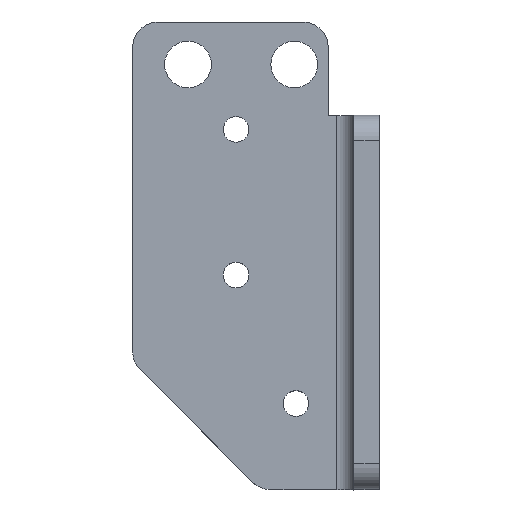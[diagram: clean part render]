
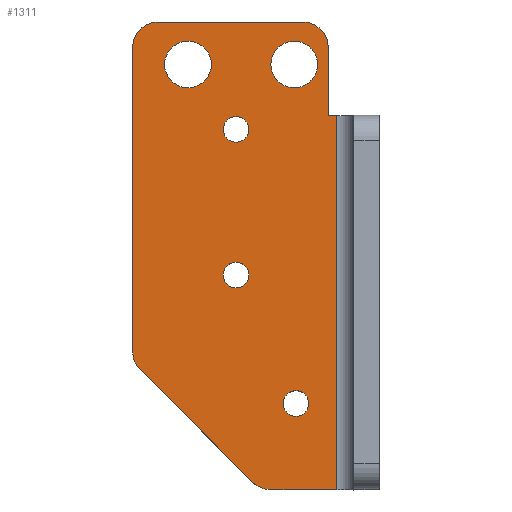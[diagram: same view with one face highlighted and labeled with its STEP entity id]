
A CAD part, top view. The second image highlights one B-rep face of the part: STEP entity #1311.
In plain terms, the highlighted planar face has unit normal (0, 0, 1).
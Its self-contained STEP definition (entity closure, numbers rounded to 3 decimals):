
#70=FACE_BOUND('',#217,.T.);
#71=FACE_BOUND('',#218,.T.);
#72=FACE_BOUND('',#219,.T.);
#73=FACE_BOUND('',#220,.T.);
#74=FACE_BOUND('',#221,.T.);
#125=FACE_OUTER_BOUND('',#216,.T.);
#216=EDGE_LOOP('',(#1055,#1056,#1057,#1058,#1059,#1060,#1061,#1062,#1063,
#1064,#1065));
#217=EDGE_LOOP('',(#1066));
#218=EDGE_LOOP('',(#1067));
#219=EDGE_LOOP('',(#1068));
#220=EDGE_LOOP('',(#1069));
#221=EDGE_LOOP('',(#1070));
#328=LINE('',#2085,#442);
#329=LINE('',#2087,#443);
#330=LINE('',#2089,#444);
#331=LINE('',#2093,#445);
#332=LINE('',#2097,#446);
#333=LINE('',#2101,#447);
#334=LINE('',#2104,#448);
#442=VECTOR('',#1697,10.);
#443=VECTOR('',#1698,10.);
#444=VECTOR('',#1699,10.);
#445=VECTOR('',#1702,10.);
#446=VECTOR('',#1705,10.);
#447=VECTOR('',#1708,10.);
#448=VECTOR('',#1711,10.);
#533=CIRCLE('',#1427,3.);
#534=CIRCLE('',#1428,3.);
#535=CIRCLE('',#1429,3.);
#536=CIRCLE('',#1430,3.);
#537=CIRCLE('',#1431,1.5);
#538=CIRCLE('',#1432,1.5);
#539=CIRCLE('',#1433,1.5);
#540=CIRCLE('',#1434,2.75);
#541=CIRCLE('',#1435,2.75);
#629=VERTEX_POINT('',#2083);
#630=VERTEX_POINT('',#2084);
#631=VERTEX_POINT('',#2086);
#632=VERTEX_POINT('',#2088);
#633=VERTEX_POINT('',#2090);
#634=VERTEX_POINT('',#2092);
#635=VERTEX_POINT('',#2094);
#636=VERTEX_POINT('',#2096);
#637=VERTEX_POINT('',#2098);
#638=VERTEX_POINT('',#2100);
#639=VERTEX_POINT('',#2102);
#640=VERTEX_POINT('',#2105);
#641=VERTEX_POINT('',#2107);
#642=VERTEX_POINT('',#2109);
#643=VERTEX_POINT('',#2111);
#644=VERTEX_POINT('',#2113);
#782=EDGE_CURVE('',#629,#630,#328,.T.);
#783=EDGE_CURVE('',#630,#631,#329,.T.);
#784=EDGE_CURVE('',#631,#632,#330,.T.);
#785=EDGE_CURVE('',#632,#633,#533,.T.);
#786=EDGE_CURVE('',#633,#634,#331,.T.);
#787=EDGE_CURVE('',#634,#635,#534,.T.);
#788=EDGE_CURVE('',#635,#636,#332,.T.);
#789=EDGE_CURVE('',#636,#637,#535,.T.);
#790=EDGE_CURVE('',#637,#638,#333,.T.);
#791=EDGE_CURVE('',#638,#639,#536,.T.);
#792=EDGE_CURVE('',#639,#629,#334,.T.);
#793=EDGE_CURVE('',#640,#640,#537,.T.);
#794=EDGE_CURVE('',#641,#641,#538,.T.);
#795=EDGE_CURVE('',#642,#642,#539,.T.);
#796=EDGE_CURVE('',#643,#643,#540,.T.);
#797=EDGE_CURVE('',#644,#644,#541,.T.);
#1055=ORIENTED_EDGE('',*,*,#782,.T.);
#1056=ORIENTED_EDGE('',*,*,#783,.T.);
#1057=ORIENTED_EDGE('',*,*,#784,.T.);
#1058=ORIENTED_EDGE('',*,*,#785,.T.);
#1059=ORIENTED_EDGE('',*,*,#786,.T.);
#1060=ORIENTED_EDGE('',*,*,#787,.T.);
#1061=ORIENTED_EDGE('',*,*,#788,.T.);
#1062=ORIENTED_EDGE('',*,*,#789,.T.);
#1063=ORIENTED_EDGE('',*,*,#790,.T.);
#1064=ORIENTED_EDGE('',*,*,#791,.T.);
#1065=ORIENTED_EDGE('',*,*,#792,.T.);
#1066=ORIENTED_EDGE('',*,*,#793,.T.);
#1067=ORIENTED_EDGE('',*,*,#794,.T.);
#1068=ORIENTED_EDGE('',*,*,#795,.T.);
#1069=ORIENTED_EDGE('',*,*,#796,.T.);
#1070=ORIENTED_EDGE('',*,*,#797,.T.);
#1256=PLANE('',#1426);
#1311=ADVANCED_FACE('',(#125,#70,#71,#72,#73,#74),#1256,.T.);
#1426=AXIS2_PLACEMENT_3D('',#2082,#1695,#1696);
#1427=AXIS2_PLACEMENT_3D('',#2091,#1700,#1701);
#1428=AXIS2_PLACEMENT_3D('',#2095,#1703,#1704);
#1429=AXIS2_PLACEMENT_3D('',#2099,#1706,#1707);
#1430=AXIS2_PLACEMENT_3D('',#2103,#1709,#1710);
#1431=AXIS2_PLACEMENT_3D('',#2106,#1712,#1713);
#1432=AXIS2_PLACEMENT_3D('',#2108,#1714,#1715);
#1433=AXIS2_PLACEMENT_3D('',#2110,#1716,#1717);
#1434=AXIS2_PLACEMENT_3D('',#2112,#1718,#1719);
#1435=AXIS2_PLACEMENT_3D('',#2114,#1720,#1721);
#1695=DIRECTION('center_axis',(0.,0.,1.));
#1696=DIRECTION('ref_axis',(1.,0.,0.));
#1697=DIRECTION('',(0.,1.,0.));
#1698=DIRECTION('',(-1.,0.,0.));
#1699=DIRECTION('',(0.,1.,0.));
#1700=DIRECTION('center_axis',(0.,0.,1.));
#1701=DIRECTION('ref_axis',(1.,0.,0.));
#1702=DIRECTION('',(-1.,0.,0.));
#1703=DIRECTION('center_axis',(0.,0.,1.));
#1704=DIRECTION('ref_axis',(0.,1.,0.));
#1705=DIRECTION('',(0.,-1.,0.));
#1706=DIRECTION('center_axis',(0.,0.,1.));
#1707=DIRECTION('ref_axis',(-1.,0.,0.));
#1708=DIRECTION('',(0.707,-0.707,0.));
#1709=DIRECTION('center_axis',(0.,0.,1.));
#1710=DIRECTION('ref_axis',(-0.707,-0.707,0.));
#1711=DIRECTION('',(1.,0.,0.));
#1712=DIRECTION('center_axis',(0.,0.,-1.));
#1713=DIRECTION('ref_axis',(-1.,0.,0.));
#1714=DIRECTION('center_axis',(0.,0.,-1.));
#1715=DIRECTION('ref_axis',(-1.,0.,0.));
#1716=DIRECTION('center_axis',(0.,0.,-1.));
#1717=DIRECTION('ref_axis',(-1.,0.,0.));
#1718=DIRECTION('center_axis',(0.,0.,-1.));
#1719=DIRECTION('ref_axis',(-1.,0.,0.));
#1720=DIRECTION('center_axis',(0.,0.,-1.));
#1721=DIRECTION('ref_axis',(-1.,0.,0.));
#2082=CARTESIAN_POINT('Origin',(194.523,202.427,0.));
#2083=CARTESIAN_POINT('',(191.023,180.427,0.));
#2084=CARTESIAN_POINT('',(191.023,224.427,0.));
#2085=CARTESIAN_POINT('',(191.023,213.427,0.));
#2086=CARTESIAN_POINT('',(190.023,224.427,0.));
#2087=CARTESIAN_POINT('',(196.023,224.427,0.));
#2088=CARTESIAN_POINT('',(190.023,232.427,0.));
#2089=CARTESIAN_POINT('',(190.023,224.427,0.));
#2090=CARTESIAN_POINT('',(187.023,235.427,0.));
#2091=CARTESIAN_POINT('Origin',(187.023,232.427,0.));
#2092=CARTESIAN_POINT('',(170.023,235.427,0.));
#2093=CARTESIAN_POINT('',(187.023,235.427,0.));
#2094=CARTESIAN_POINT('',(167.023,232.427,0.));
#2095=CARTESIAN_POINT('Origin',(170.023,232.427,0.));
#2096=CARTESIAN_POINT('',(167.023,196.67,0.));
#2097=CARTESIAN_POINT('',(167.023,232.427,0.));
#2098=CARTESIAN_POINT('',(167.902,194.548,0.));
#2099=CARTESIAN_POINT('Origin',(170.023,196.67,0.));
#2100=CARTESIAN_POINT('',(181.144,181.306,0.));
#2101=CARTESIAN_POINT('',(167.902,194.548,0.));
#2102=CARTESIAN_POINT('',(183.265,180.427,0.));
#2103=CARTESIAN_POINT('Origin',(183.265,183.427,0.));
#2104=CARTESIAN_POINT('',(193.023,180.427,0.));
#2105=CARTESIAN_POINT('',(180.673,205.67,0.));
#2106=CARTESIAN_POINT('Origin',(179.173,205.67,0.));
#2107=CARTESIAN_POINT('',(180.673,222.795,0.));
#2108=CARTESIAN_POINT('Origin',(179.173,222.795,0.));
#2109=CARTESIAN_POINT('',(187.724,190.56,0.));
#2110=CARTESIAN_POINT('Origin',(186.224,190.56,0.));
#2111=CARTESIAN_POINT('',(176.273,230.427,0.));
#2112=CARTESIAN_POINT('Origin',(173.523,230.427,0.));
#2113=CARTESIAN_POINT('',(188.773,230.427,0.));
#2114=CARTESIAN_POINT('Origin',(186.023,230.427,0.));
